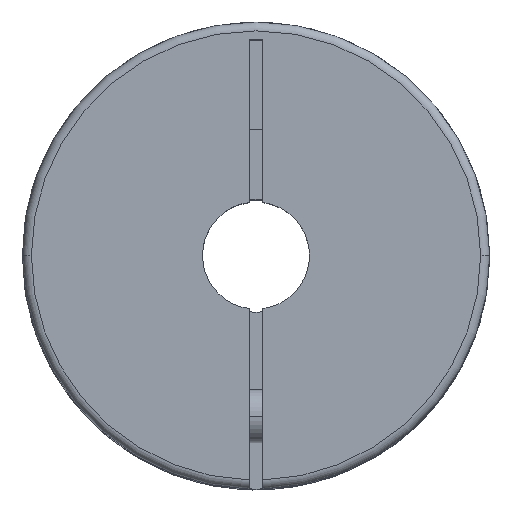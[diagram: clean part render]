
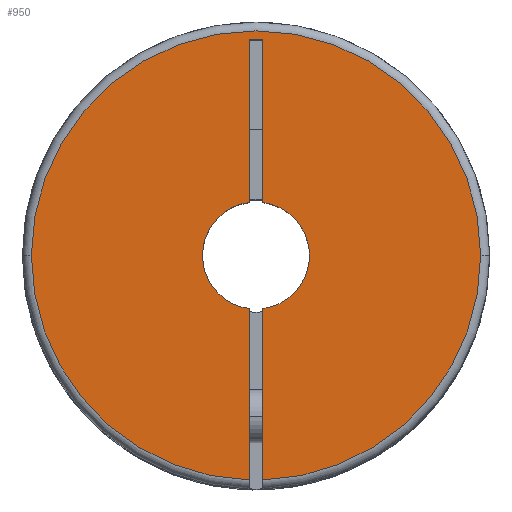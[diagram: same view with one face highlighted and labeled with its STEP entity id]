
A CAD part, top view. The second image highlights one B-rep face of the part: STEP entity #950.
In plain terms, the highlighted planar face has unit normal (0, 0, 1).
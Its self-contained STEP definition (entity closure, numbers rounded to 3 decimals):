
#8 = VERTEX_POINT ( 'NONE', #3037 ) ;
#236 = ORIENTED_EDGE ( 'NONE', *, *, #537, .T. ) ;
#253 = DIRECTION ( 'NONE',  ( -1., 0., 0. ) ) ;
#262 = CARTESIAN_POINT ( 'NONE',  ( 0.375, -2.976, 0. ) ) ;
#270 = DIRECTION ( 'NONE',  ( 0., 0., -1. ) ) ;
#306 = PLANE ( 'NONE',  #2120 ) ;
#330 = CARTESIAN_POINT ( 'NONE',  ( -0.375, 12.1, 0. ) ) ;
#393 = CARTESIAN_POINT ( 'NONE',  ( -0.375, 12.1, 0. ) ) ;
#433 = DIRECTION ( 'NONE',  ( -1., 0., 0. ) ) ;
#476 = CARTESIAN_POINT ( 'NONE',  ( 0.375, -13.1, 0. ) ) ;
#488 = VECTOR ( 'NONE', #2607, 1000. ) ;
#499 = CARTESIAN_POINT ( 'NONE',  ( -3., 0., 0. ) ) ;
#537 = EDGE_CURVE ( 'NONE', #2107, #3648, #1161, .T. ) ;
#539 = CIRCLE ( 'NONE', #1039, 3. ) ;
#565 = EDGE_CURVE ( 'NONE', #2107, #1885, #2956, .T. ) ;
#571 = CARTESIAN_POINT ( 'NONE',  ( 0., 0., 0. ) ) ;
#683 = CARTESIAN_POINT ( 'NONE',  ( -0.375, -12.594, 0. ) ) ;
#772 = DIRECTION ( 'NONE',  ( 0., 1., 0. ) ) ;
#868 = DIRECTION ( 'NONE',  ( 0., 0., -1. ) ) ;
#900 = VERTEX_POINT ( 'NONE', #262 ) ;
#906 = CARTESIAN_POINT ( 'NONE',  ( 0.375, 12.1, 0. ) ) ;
#950 = ADVANCED_FACE ( 'NONE', ( #3609 ), #306, .F. ) ;
#1005 = LINE ( 'NONE', #3060, #3732 ) ;
#1025 = ORIENTED_EDGE ( 'NONE', *, *, #3465, .F. ) ;
#1038 = CARTESIAN_POINT ( 'NONE',  ( 0., 0., 0. ) ) ;
#1039 = AXIS2_PLACEMENT_3D ( 'NONE', #1614, #2561, #3449 ) ;
#1052 = DIRECTION ( 'NONE',  ( -1., 0., 0. ) ) ;
#1095 = ORIENTED_EDGE ( 'NONE', *, *, #1501, .F. ) ;
#1146 = ORIENTED_EDGE ( 'NONE', *, *, #3675, .F. ) ;
#1161 = CIRCLE ( 'NONE', #2433, 3. ) ;
#1222 = CARTESIAN_POINT ( 'NONE',  ( 0.375, -12.594, 0. ) ) ;
#1229 = DIRECTION ( 'NONE',  ( 0., 0., -1. ) ) ;
#1274 = EDGE_LOOP ( 'NONE', ( #3227, #1391, #236, #1527, #1095, #1146, #3766, #2616, #1025, #2524, #3100 ) ) ;
#1318 = DIRECTION ( 'NONE',  ( 0., -1., 0. ) ) ;
#1325 = VERTEX_POINT ( 'NONE', #1222 ) ;
#1391 = ORIENTED_EDGE ( 'NONE', *, *, #565, .F. ) ;
#1426 = EDGE_CURVE ( 'NONE', #3788, #8, #1822, .T. ) ;
#1459 = LINE ( 'NONE', #1804, #2160 ) ;
#1501 = EDGE_CURVE ( 'NONE', #2638, #2190, #1685, .T. ) ;
#1503 = DIRECTION ( 'NONE',  ( -1., 0., 0. ) ) ;
#1527 = ORIENTED_EDGE ( 'NONE', *, *, #3138, .T. ) ;
#1614 = CARTESIAN_POINT ( 'NONE',  ( 0., 0., 0. ) ) ;
#1640 = DIRECTION ( 'NONE',  ( 0., 0., -1. ) ) ;
#1669 = DIRECTION ( 'NONE',  ( 0., 0., -1. ) ) ;
#1675 = EDGE_CURVE ( 'NONE', #8, #1325, #2938, .T. ) ;
#1685 = LINE ( 'NONE', #3218, #488 ) ;
#1746 = CIRCLE ( 'NONE', #2127, 3. ) ;
#1751 = AXIS2_PLACEMENT_3D ( 'NONE', #571, #868, #1503 ) ;
#1804 = CARTESIAN_POINT ( 'NONE',  ( 0.375, 12.1, 0. ) ) ;
#1822 = CIRCLE ( 'NONE', #2820, 12.6 ) ;
#1840 = CARTESIAN_POINT ( 'NONE',  ( 0., 0., 0. ) ) ;
#1885 = VERTEX_POINT ( 'NONE', #683 ) ;
#1941 = LINE ( 'NONE', #476, #3131 ) ;
#2009 = VERTEX_POINT ( 'NONE', #2228 ) ;
#2091 = EDGE_CURVE ( 'NONE', #1885, #3788, #2754, .T. ) ;
#2107 = VERTEX_POINT ( 'NONE', #3166 ) ;
#2109 = DIRECTION ( 'NONE',  ( 0., -1., 0. ) ) ;
#2120 = AXIS2_PLACEMENT_3D ( 'NONE', #2463, #1229, #2109 ) ;
#2127 = AXIS2_PLACEMENT_3D ( 'NONE', #1038, #1640, #433 ) ;
#2160 = VECTOR ( 'NONE', #253, 1000. ) ;
#2180 = VECTOR ( 'NONE', #1318, 1000. ) ;
#2181 = DIRECTION ( 'NONE',  ( 0., 1., 0. ) ) ;
#2190 = VERTEX_POINT ( 'NONE', #2344 ) ;
#2228 = CARTESIAN_POINT ( 'NONE',  ( 0.375, 2.976, 0. ) ) ;
#2237 = DIRECTION ( 'NONE',  ( 0., 0., -1. ) ) ;
#2305 = CARTESIAN_POINT ( 'NONE',  ( 0., 0., 0. ) ) ;
#2344 = CARTESIAN_POINT ( 'NONE',  ( -0.375, 2.976, 0. ) ) ;
#2378 = EDGE_CURVE ( 'NONE', #2009, #2631, #1941, .T. ) ;
#2433 = AXIS2_PLACEMENT_3D ( 'NONE', #1840, #270, #3555 ) ;
#2463 = CARTESIAN_POINT ( 'NONE',  ( 0., 0., 0. ) ) ;
#2524 = ORIENTED_EDGE ( 'NONE', *, *, #1675, .F. ) ;
#2548 = CARTESIAN_POINT ( 'NONE',  ( 0., 0., 0. ) ) ;
#2561 = DIRECTION ( 'NONE',  ( 0., 0., -1. ) ) ;
#2570 = AXIS2_PLACEMENT_3D ( 'NONE', #2305, #1669, #1052 ) ;
#2607 = DIRECTION ( 'NONE',  ( 0., -1., 0. ) ) ;
#2616 = ORIENTED_EDGE ( 'NONE', *, *, #2706, .T. ) ;
#2629 = CARTESIAN_POINT ( 'NONE',  ( -12.6, 0., 0. ) ) ;
#2631 = VERTEX_POINT ( 'NONE', #906 ) ;
#2638 = VERTEX_POINT ( 'NONE', #330 ) ;
#2706 = EDGE_CURVE ( 'NONE', #2009, #900, #1746, .T. ) ;
#2754 = CIRCLE ( 'NONE', #2570, 12.6 ) ;
#2820 = AXIS2_PLACEMENT_3D ( 'NONE', #2548, #2237, #3679 ) ;
#2938 = CIRCLE ( 'NONE', #1751, 12.6 ) ;
#2956 = LINE ( 'NONE', #393, #2180 ) ;
#3037 = CARTESIAN_POINT ( 'NONE',  ( 12.6, 0., 0. ) ) ;
#3060 = CARTESIAN_POINT ( 'NONE',  ( 0.375, -13.1, 0. ) ) ;
#3100 = ORIENTED_EDGE ( 'NONE', *, *, #1426, .F. ) ;
#3131 = VECTOR ( 'NONE', #772, 1000. ) ;
#3138 = EDGE_CURVE ( 'NONE', #3648, #2190, #539, .T. ) ;
#3166 = CARTESIAN_POINT ( 'NONE',  ( -0.375, -2.976, 0. ) ) ;
#3218 = CARTESIAN_POINT ( 'NONE',  ( -0.375, 12.1, 0. ) ) ;
#3227 = ORIENTED_EDGE ( 'NONE', *, *, #2091, .F. ) ;
#3449 = DIRECTION ( 'NONE',  ( -1., 0., 0. ) ) ;
#3465 = EDGE_CURVE ( 'NONE', #1325, #900, #1005, .T. ) ;
#3555 = DIRECTION ( 'NONE',  ( -1., 0., 0. ) ) ;
#3609 = FACE_OUTER_BOUND ( 'NONE', #1274, .T. ) ;
#3648 = VERTEX_POINT ( 'NONE', #499 ) ;
#3675 = EDGE_CURVE ( 'NONE', #2631, #2638, #1459, .T. ) ;
#3679 = DIRECTION ( 'NONE',  ( -1., 0., 0. ) ) ;
#3732 = VECTOR ( 'NONE', #2181, 1000. ) ;
#3766 = ORIENTED_EDGE ( 'NONE', *, *, #2378, .F. ) ;
#3788 = VERTEX_POINT ( 'NONE', #2629 ) ;
